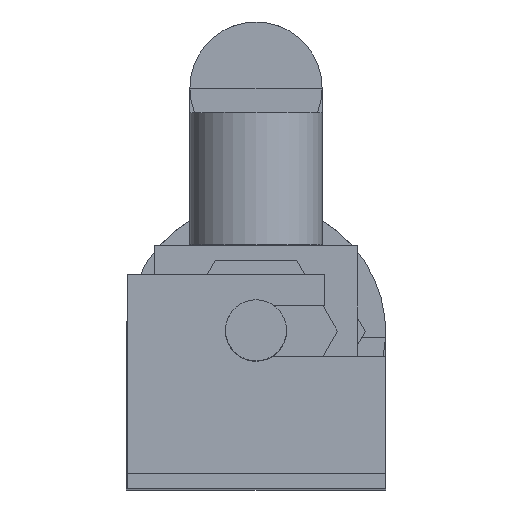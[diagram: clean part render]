
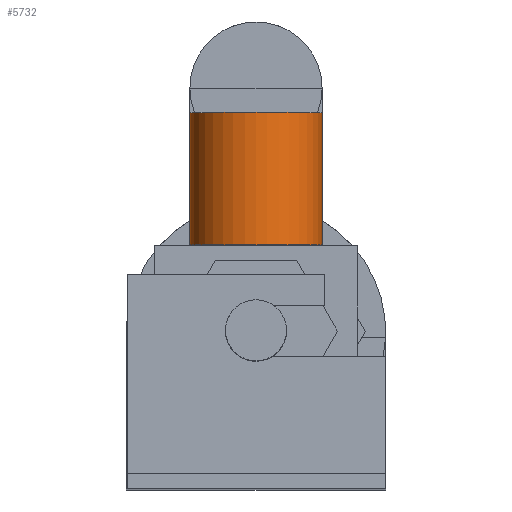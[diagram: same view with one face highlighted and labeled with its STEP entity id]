
A CAD part, top view. The second image highlights one B-rep face of the part: STEP entity #5732.
In plain terms, the highlighted cylindrical face has radius 6.5 mm (diameter 13 mm), a full revolution.
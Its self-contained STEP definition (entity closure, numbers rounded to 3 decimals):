
#5732 = ADVANCED_FACE('',(#5733),#5746,.T.);
#5733 = FACE_BOUND('',#5734,.T.);
#5734 = EDGE_LOOP('',(#5735,#5769,#5792,#5819));
#5735 = ORIENTED_EDGE('',*,*,#5736,.F.);
#5736 = EDGE_CURVE('',#5737,#5737,#5739,.T.);
#5737 = VERTEX_POINT('',#5738);
#5738 = CARTESIAN_POINT('',(0.,21.5,184.75));
#5739 = SURFACE_CURVE('',#5740,(#5745,#5757),.PCURVE_S1.);
#5740 = CIRCLE('',#5741,6.5);
#5741 = AXIS2_PLACEMENT_3D('',#5742,#5743,#5744);
#5742 = CARTESIAN_POINT('',(0.,21.5,191.25));
#5743 = DIRECTION('',(0.,1.,0.));
#5744 = DIRECTION('',(0.,0.,-1.));
#5745 = PCURVE('',#5746,#5751);
#5746 = CYLINDRICAL_SURFACE('',#5747,6.5);
#5747 = AXIS2_PLACEMENT_3D('',#5748,#5749,#5750);
#5748 = CARTESIAN_POINT('',(0.,8.5,191.25));
#5749 = DIRECTION('',(0.,1.,0.));
#5750 = DIRECTION('',(0.,0.,-1.));
#5751 = DEFINITIONAL_REPRESENTATION('',(#5752),#5756);
#5752 = LINE('',#5753,#5754);
#5753 = CARTESIAN_POINT('',(0.,13.));
#5754 = VECTOR('',#5755,1.);
#5755 = DIRECTION('',(1.,0.));
#5756 = ( GEOMETRIC_REPRESENTATION_CONTEXT(2) 
PARAMETRIC_REPRESENTATION_CONTEXT() REPRESENTATION_CONTEXT('2D SPACE',''
  ) );
#5757 = PCURVE('',#5758,#5763);
#5758 = PLANE('',#5759);
#5759 = AXIS2_PLACEMENT_3D('',#5760,#5761,#5762);
#5760 = CARTESIAN_POINT('',(0.,21.5,191.25));
#5761 = DIRECTION('',(0.,1.,0.));
#5762 = DIRECTION('',(0.,0.,-1.));
#5763 = DEFINITIONAL_REPRESENTATION('',(#5764),#5768);
#5764 = CIRCLE('',#5765,6.5);
#5765 = AXIS2_PLACEMENT_2D('',#5766,#5767);
#5766 = CARTESIAN_POINT('',(0.,0.));
#5767 = DIRECTION('',(1.,0.));
#5768 = ( GEOMETRIC_REPRESENTATION_CONTEXT(2) 
PARAMETRIC_REPRESENTATION_CONTEXT() REPRESENTATION_CONTEXT('2D SPACE',''
  ) );
#5769 = ORIENTED_EDGE('',*,*,#5770,.F.);
#5770 = EDGE_CURVE('',#5771,#5737,#5773,.T.);
#5771 = VERTEX_POINT('',#5772);
#5772 = CARTESIAN_POINT('',(0.,8.5,184.75));
#5773 = SEAM_CURVE('',#5774,(#5778,#5785),.PCURVE_S1.);
#5774 = LINE('',#5775,#5776);
#5775 = CARTESIAN_POINT('',(0.,8.5,184.75));
#5776 = VECTOR('',#5777,1.);
#5777 = DIRECTION('',(0.,1.,0.));
#5778 = PCURVE('',#5746,#5779);
#5779 = DEFINITIONAL_REPRESENTATION('',(#5780),#5784);
#5780 = LINE('',#5781,#5782);
#5781 = CARTESIAN_POINT('',(6.283,-0.));
#5782 = VECTOR('',#5783,1.);
#5783 = DIRECTION('',(0.,1.));
#5784 = ( GEOMETRIC_REPRESENTATION_CONTEXT(2) 
PARAMETRIC_REPRESENTATION_CONTEXT() REPRESENTATION_CONTEXT('2D SPACE',''
  ) );
#5785 = PCURVE('',#5746,#5786);
#5786 = DEFINITIONAL_REPRESENTATION('',(#5787),#5791);
#5787 = LINE('',#5788,#5789);
#5788 = CARTESIAN_POINT('',(0.,-0.));
#5789 = VECTOR('',#5790,1.);
#5790 = DIRECTION('',(0.,1.));
#5791 = ( GEOMETRIC_REPRESENTATION_CONTEXT(2) 
PARAMETRIC_REPRESENTATION_CONTEXT() REPRESENTATION_CONTEXT('2D SPACE',''
  ) );
#5792 = ORIENTED_EDGE('',*,*,#5793,.T.);
#5793 = EDGE_CURVE('',#5771,#5771,#5794,.T.);
#5794 = SURFACE_CURVE('',#5795,(#5800,#5807),.PCURVE_S1.);
#5795 = CIRCLE('',#5796,6.5);
#5796 = AXIS2_PLACEMENT_3D('',#5797,#5798,#5799);
#5797 = CARTESIAN_POINT('',(0.,8.5,191.25));
#5798 = DIRECTION('',(0.,1.,0.));
#5799 = DIRECTION('',(0.,0.,-1.));
#5800 = PCURVE('',#5746,#5801);
#5801 = DEFINITIONAL_REPRESENTATION('',(#5802),#5806);
#5802 = LINE('',#5803,#5804);
#5803 = CARTESIAN_POINT('',(0.,0.));
#5804 = VECTOR('',#5805,1.);
#5805 = DIRECTION('',(1.,0.));
#5806 = ( GEOMETRIC_REPRESENTATION_CONTEXT(2) 
PARAMETRIC_REPRESENTATION_CONTEXT() REPRESENTATION_CONTEXT('2D SPACE',''
  ) );
#5807 = PCURVE('',#5808,#5813);
#5808 = PLANE('',#5809);
#5809 = AXIS2_PLACEMENT_3D('',#5810,#5811,#5812);
#5810 = CARTESIAN_POINT('',(0.,8.5,191.25));
#5811 = DIRECTION('',(0.,1.,0.));
#5812 = DIRECTION('',(0.,0.,-1.));
#5813 = DEFINITIONAL_REPRESENTATION('',(#5814),#5818);
#5814 = CIRCLE('',#5815,6.5);
#5815 = AXIS2_PLACEMENT_2D('',#5816,#5817);
#5816 = CARTESIAN_POINT('',(0.,0.));
#5817 = DIRECTION('',(1.,0.));
#5818 = ( GEOMETRIC_REPRESENTATION_CONTEXT(2) 
PARAMETRIC_REPRESENTATION_CONTEXT() REPRESENTATION_CONTEXT('2D SPACE',''
  ) );
#5819 = ORIENTED_EDGE('',*,*,#5770,.T.);
